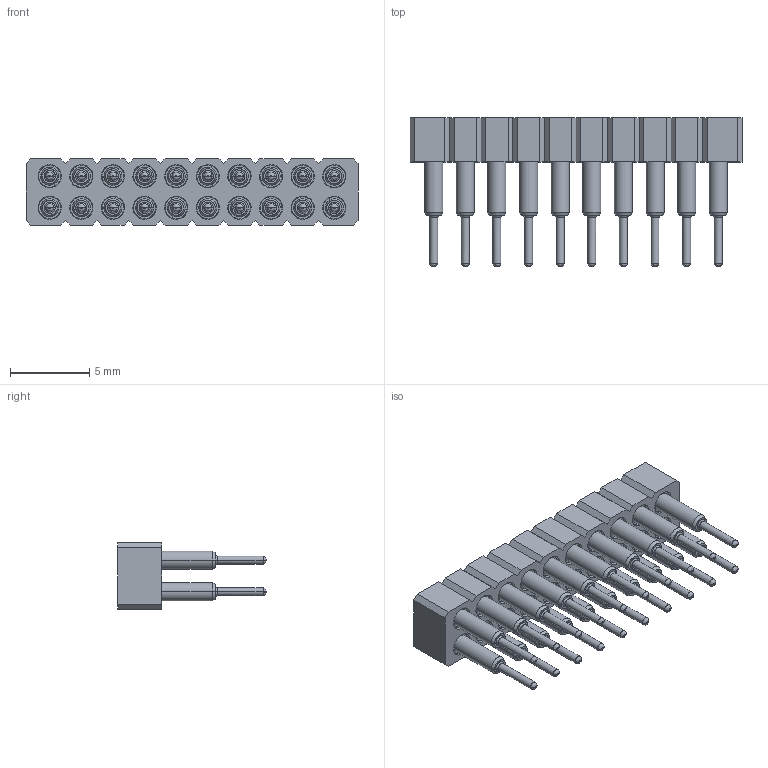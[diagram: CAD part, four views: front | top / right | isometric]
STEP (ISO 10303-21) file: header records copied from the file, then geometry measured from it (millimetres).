
FILE_DESCRIPTION( ('This file contains a STEP AP42 implementation' ,'as created by ZW3D STEP Interface translator.') ,'2;1' );
FILE_NAME( '3522-282XXSXX094X1.stp' ,'231014.16 4 2', (''), ('ZWCAD Software Co.'), 'Version 1.0', 'ZW3D to STEP translator', '' );
FILE_SCHEMA(('AUTOMOTIVE_DESIGN { 1 0 10303 214 1 1 1 1 }'));
Length unit declared in the file: millimetre
Products named in the file (2): 0; 3522-28220SXX094X1
Bounding box: 21 x 9.4 x 4.2 mm (x, y, z)
Volume: 259.3 mm3; surface area: 1449.9 mm2
Topology: 1 solids, 21 shells, 1704 faces, 4186 edges, 2524 vertices
Faces by surface type: bspline 640, plane 524, cone 460, cylinder 80
Entity records: 91987 total; most frequent: CARTESIAN_POINT 61770, ORIENTED_EDGE 8332, EDGE_CURVE 4086, B_SPLINE_CURVE_WITH_KNOTS 3886, VERTEX_POINT 2524, DIRECTION 2130, EDGE_LOOP 1844, FACE_OUTER_BOUND 1704
